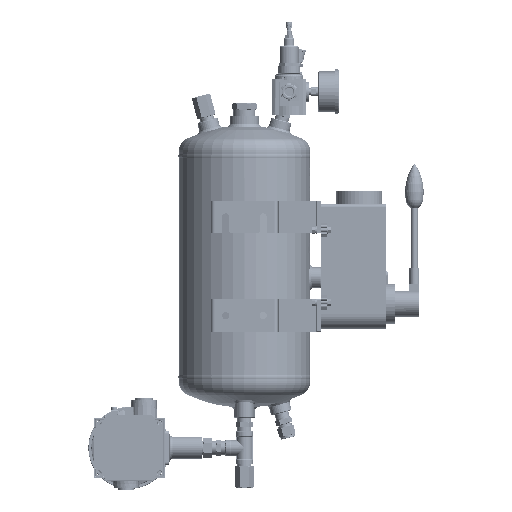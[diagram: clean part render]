
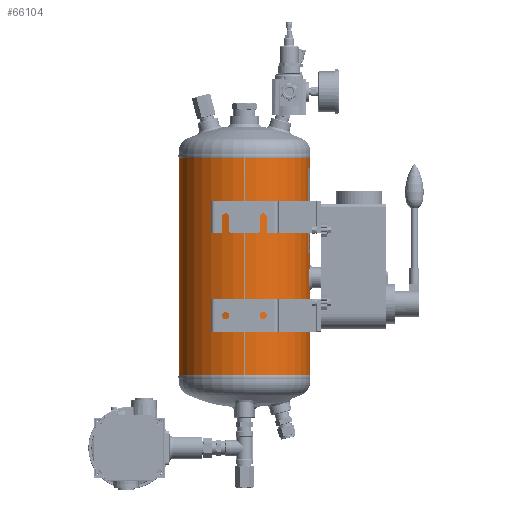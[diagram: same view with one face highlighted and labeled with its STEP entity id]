
A CAD part, left-side view. The second image highlights one B-rep face of the part: STEP entity #66104.
In plain terms, the highlighted cylindrical face has radius 100 mm (diameter 200 mm), a partial arc.
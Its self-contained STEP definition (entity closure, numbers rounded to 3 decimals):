
#4282=LINE('',#108441,#8487);
#4283=LINE('',#108446,#8488);
#4284=LINE('',#108450,#8489);
#4285=LINE('',#108454,#8490);
#8487=VECTOR('',#89855,1000.);
#8488=VECTOR('',#89858,1000.);
#8489=VECTOR('',#89861,1000.);
#8490=VECTOR('',#89864,1000.);
#12692=CIRCLE('',#82698,100.);
#12693=CIRCLE('',#82699,100.);
#12694=CIRCLE('',#82700,100.);
#12695=CIRCLE('',#82701,100.);
#15372=ORIENTED_EDGE('',*,*,#35226,.T.);
#15373=ORIENTED_EDGE('',*,*,#35227,.T.);
#15374=ORIENTED_EDGE('',*,*,#35228,.T.);
#15375=ORIENTED_EDGE('',*,*,#35229,.F.);
#15376=ORIENTED_EDGE('',*,*,#35230,.F.);
#15377=ORIENTED_EDGE('',*,*,#35231,.F.);
#15378=ORIENTED_EDGE('',*,*,#35232,.F.);
#15379=ORIENTED_EDGE('',*,*,#35233,.T.);
#15380=ORIENTED_EDGE('',*,*,#35234,.T.);
#15381=ORIENTED_EDGE('',*,*,#35235,.F.);
#15382=ORIENTED_EDGE('',*,*,#35236,.F.);
#35226=EDGE_CURVE('',#45153,#45153,#51904,.T.);
#35227=EDGE_CURVE('',#45154,#45154,#51905,.T.);
#35228=EDGE_CURVE('',#45155,#45155,#51906,.T.);
#35229=EDGE_CURVE('',#45156,#45157,#4282,.T.);
#35230=EDGE_CURVE('',#45158,#45156,#12692,.T.);
#35231=EDGE_CURVE('',#45159,#45158,#4283,.F.);
#35232=EDGE_CURVE('',#45160,#45159,#12693,.T.);
#35233=EDGE_CURVE('',#45160,#45161,#4284,.T.);
#35234=EDGE_CURVE('',#45161,#45162,#12694,.T.);
#35235=EDGE_CURVE('',#45163,#45162,#4285,.T.);
#35236=EDGE_CURVE('',#45157,#45163,#12695,.T.);
#45153=VERTEX_POINT('',#108416);
#45154=VERTEX_POINT('',#108428);
#45155=VERTEX_POINT('',#108440);
#45156=VERTEX_POINT('',#108442);
#45157=VERTEX_POINT('',#108443);
#45158=VERTEX_POINT('',#108445);
#45159=VERTEX_POINT('',#108447);
#45160=VERTEX_POINT('',#108449);
#45161=VERTEX_POINT('',#108451);
#45162=VERTEX_POINT('',#108453);
#45163=VERTEX_POINT('',#108455);
#51904=B_SPLINE_CURVE_WITH_KNOTS('',3,(#108397,#108398,#108399,#108400,
#108401,#108402,#108403,#108404,#108405,#108406,#108407,#108408,#108409,
#108410,#108411,#108412,#108413,#108414,#108415),.UNSPECIFIED.,.T.,.F.,
(1,1,1,1,1,1,1,1,1,1,1,1,1,1,1,1,1,1,1,1,1,1,1),(-0.018,-0.012,
-0.006,0.,0.006,0.012,0.018,
0.023,0.029,0.035,0.041,
0.047,0.053,0.059,0.065,
0.07,0.076,0.082,0.088,
0.094,0.1,0.106,0.112),
 .UNSPECIFIED.);
#51905=B_SPLINE_CURVE_WITH_KNOTS('',3,(#108417,#108418,#108419,#108420,
#108421,#108422,#108423,#108424,#108425,#108426,#108427),.UNSPECIFIED.,
 .T.,.F.,(1,1,1,1,1,1,1,1,1,1,1,1,1,1,1),(-0.012,-0.008,
-0.004,0.,0.004,0.008,
0.012,0.016,0.02,0.023,
0.027,0.031,0.035,0.039,
0.043),.UNSPECIFIED.);
#51906=B_SPLINE_CURVE_WITH_KNOTS('',3,(#108429,#108430,#108431,#108432,
#108433,#108434,#108435,#108436,#108437,#108438,#108439),.UNSPECIFIED.,
 .T.,.F.,(1,1,1,1,1,1,1,1,1,1,1,1,1,1,1),(-0.012,-0.008,
-0.004,0.,0.004,0.008,
0.012,0.016,0.02,0.023,
0.027,0.031,0.035,0.039,
0.043),.UNSPECIFIED.);
#54507=EDGE_LOOP('',(#15372));
#54508=EDGE_LOOP('',(#15373));
#54509=EDGE_LOOP('',(#15374));
#54510=EDGE_LOOP('',(#15375,#15376,#15377,#15378,#15379,#15380,#15381,#15382));
#59760=FACE_BOUND('',#54507,.T.);
#59761=FACE_BOUND('',#54508,.T.);
#59762=FACE_BOUND('',#54509,.T.);
#59763=FACE_BOUND('',#54510,.T.);
#65013=CYLINDRICAL_SURFACE('',#82697,100.);
#66104=ADVANCED_FACE('',(#59760,#59761,#59762,#59763),#65013,.T.);
#82697=AXIS2_PLACEMENT_3D('',#108396,#89853,#89854);
#82698=AXIS2_PLACEMENT_3D('',#108444,#89856,#89857);
#82699=AXIS2_PLACEMENT_3D('',#108448,#89859,#89860);
#82700=AXIS2_PLACEMENT_3D('',#108452,#89862,#89863);
#82701=AXIS2_PLACEMENT_3D('',#108456,#89865,#89866);
#89853=DIRECTION('',(0.,-1.,0.));
#89854=DIRECTION('',(0.,0.,-1.));
#89855=DIRECTION('',(0.,-1.,0.));
#89856=DIRECTION('',(0.,1.,0.));
#89857=DIRECTION('',(1.,0.,0.));
#89858=DIRECTION('',(0.,-1.,0.));
#89859=DIRECTION('',(0.,-1.,0.));
#89860=DIRECTION('',(1.,0.,0.));
#89861=DIRECTION('',(0.,-1.,0.));
#89862=DIRECTION('',(0.,1.,0.));
#89863=DIRECTION('',(1.,0.,0.));
#89864=DIRECTION('',(0.,-1.,0.));
#89865=DIRECTION('',(0.,-1.,0.));
#89866=DIRECTION('',(1.,0.,0.));
#108396=CARTESIAN_POINT('',(0.,330.,0.));
#108397=CARTESIAN_POINT('',(-98.994,187.429,14.208));
#108398=CARTESIAN_POINT('',(-98.806,181.503,15.395));
#108399=CARTESIAN_POINT('',(-98.993,175.608,14.214));
#108400=CARTESIAN_POINT('',(-99.436,170.625,10.88));
#108401=CARTESIAN_POINT('',(-99.878,167.295,5.9));
#108402=CARTESIAN_POINT('',(-100.061,166.117,0.009));
#108403=CARTESIAN_POINT('',(-99.879,167.288,-5.887));
#108404=CARTESIAN_POINT('',(-99.437,170.623,-10.879));
#108405=CARTESIAN_POINT('',(-98.992,175.61,-14.215));
#108406=CARTESIAN_POINT('',(-98.807,181.503,-15.391));
#108407=CARTESIAN_POINT('',(-98.992,187.396,-14.219));
#108408=CARTESIAN_POINT('',(-99.435,192.379,-10.892));
#108409=CARTESIAN_POINT('',(-99.877,195.718,-5.914));
#108410=CARTESIAN_POINT('',(-100.061,196.901,-0.013));
#108411=CARTESIAN_POINT('',(-99.878,195.728,5.889));
#108412=CARTESIAN_POINT('',(-99.437,192.395,10.874));
#108413=CARTESIAN_POINT('',(-98.994,187.429,14.208));
#108414=CARTESIAN_POINT('',(-98.806,181.503,15.395));
#108415=CARTESIAN_POINT('',(-98.993,175.608,14.214));
#108416=CARTESIAN_POINT('',(-98.869,181.508,15.));
#108417=CARTESIAN_POINT('',(3.922,158.915,-99.937));
#108418=CARTESIAN_POINT('',(-0.001,160.542,-100.031));
#108419=CARTESIAN_POINT('',(-3.918,158.916,-99.937));
#108420=CARTESIAN_POINT('',(-5.54,155.004,-99.844));
#108421=CARTESIAN_POINT('',(-3.921,151.083,-99.937));
#108422=CARTESIAN_POINT('',(-0.001,149.46,-100.031));
#108423=CARTESIAN_POINT('',(3.913,151.078,-99.938));
#108424=CARTESIAN_POINT('',(5.541,154.994,-99.844));
#108425=CARTESIAN_POINT('',(3.922,158.915,-99.937));
#108426=CARTESIAN_POINT('',(-0.001,160.542,-100.031));
#108427=CARTESIAN_POINT('',(-3.918,158.916,-99.937));
#108428=CARTESIAN_POINT('',(0.,160.,-100.));
#108429=CARTESIAN_POINT('',(3.922,48.915,-99.937));
#108430=CARTESIAN_POINT('',(-0.001,50.542,-100.031));
#108431=CARTESIAN_POINT('',(-3.918,48.916,-99.937));
#108432=CARTESIAN_POINT('',(-5.54,45.004,-99.844));
#108433=CARTESIAN_POINT('',(-3.921,41.083,-99.937));
#108434=CARTESIAN_POINT('',(-0.001,39.46,-100.031));
#108435=CARTESIAN_POINT('',(3.913,41.078,-99.938));
#108436=CARTESIAN_POINT('',(5.541,44.994,-99.844));
#108437=CARTESIAN_POINT('',(3.922,48.915,-99.937));
#108438=CARTESIAN_POINT('',(-0.001,50.542,-100.031));
#108439=CARTESIAN_POINT('',(-3.918,48.916,-99.937));
#108440=CARTESIAN_POINT('',(0.,50.,-100.));
#108441=CARTESIAN_POINT('',(-0.241,165.,100.));
#108442=CARTESIAN_POINT('',(-0.241,330.,100.));
#108443=CARTESIAN_POINT('',(-0.241,265.,100.));
#108444=CARTESIAN_POINT('',(0.,330.,0.));
#108445=CARTESIAN_POINT('',(0.241,330.,100.));
#108446=CARTESIAN_POINT('',(0.241,165.,100.));
#108447=CARTESIAN_POINT('',(0.241,265.,100.));
#108448=CARTESIAN_POINT('',(0.,265.,0.));
#108449=CARTESIAN_POINT('',(0.254,265.,100.));
#108450=CARTESIAN_POINT('',(0.254,265.,100.));
#108451=CARTESIAN_POINT('',(0.254,0.,100.));
#108452=CARTESIAN_POINT('',(0.,0.,0.));
#108453=CARTESIAN_POINT('',(-0.254,0.,100.));
#108454=CARTESIAN_POINT('',(-0.254,265.,100.));
#108455=CARTESIAN_POINT('',(-0.254,265.,100.));
#108456=CARTESIAN_POINT('',(0.,265.,0.));
